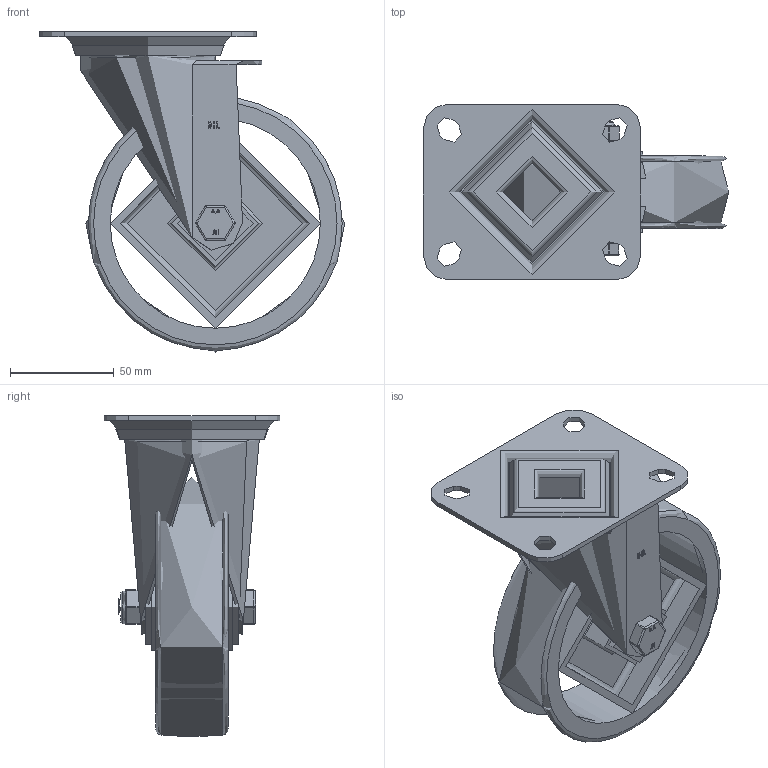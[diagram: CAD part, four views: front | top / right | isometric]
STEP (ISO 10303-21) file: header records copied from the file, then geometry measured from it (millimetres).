
FILE_DESCRIPTION(/* description */ ('','CAx-IF Rec.Pracs.---Representation and Presentation of Product Manufacturing Information (PMI)---4.0---2014-10-13'),/* implementation_level */ '2;1');
FILE_NAME(/* name */ 'BZMM125ENP.step',/* time_stamp */ '2024-12-20T10:25:59Z',/* author */ (''),/* organization */ (''),/* preprocessor_version */ 'ST-DEVELOPER v20',/* originating_system */ 'Autodesk Translation Framework v13.20.0.188',/* authorisation */ '');
FILE_SCHEMA (('AP242_MANAGED_MODEL_BASED_3D_ENGINEERING_MIM_LF { 1 0 10303 442 1 1 4 }'));
Length unit declared in the file: millimetre
Products named in the file (16): BZMM125ENP; BZMM125AS - 2 v2; ZINC PLATED, PRESSED STEEL TOP PLATE; ZINC PLATED, PRESSED STEEL FORKS; BEARING SEAL; BZH125WENP v1; 82 SHORE A POLYURETHANE TYRE; NYLON RIM; TUBEM15X45 v1; ZINC PLATED, STEEL TUBE; HEXBOLTM10X60Z8.8 v2; GRADE 8.8 ZINC PLATED BOLT; NYLOCM10Z v1; NYLOC NUT; RUBBER; NUT
Assembly tree (15 placements, depth 4):
  BZMM125ENP
    BZMM125AS - 2 v2
      ZINC PLATED, PRESSED STEEL TOP PLATE
      ZINC PLATED, PRESSED STEEL FORKS
      BEARING SEAL
    BZH125WENP v1
      82 SHORE A POLYURETHANE TYRE
      NYLON RIM
    TUBEM15X45 v1
      ZINC PLATED, STEEL TUBE
    HEXBOLTM10X60Z8.8 v2
      GRADE 8.8 ZINC PLATED BOLT
    NYLOCM10Z v1
      NYLOC NUT
        RUBBER
        NUT
Bounding box: 147.5 x 85 x 154.92 mm (x, y, z)
Volume: 363545 mm3; surface area: 133402.9 mm2
Topology: 9 solids, 9 shells, 349 faces, 830 edges, 525 vertices
Faces by surface type: plane 131, cylinder 123, bspline 53, sphere 18, torus 16, cone 8
Full cylindrical faces by diameter (mm): 8.141 x19, 9.85 x20, 10 x3, 10.2 x1, 10.3 x2, 12 x2, 14.95 x1, 15.4 x1, 15.5 x1, 16 x1, 28 x1, 34 x3, 36.5 x2, 42 x2, 49 x1, 61 x1, 65 x1, 91.5 x2, 101.5 x2
Entity records: 16705 total; most frequent: CARTESIAN_POINT 8511, ORIENTED_EDGE 1660, DIRECTION 1510, EDGE_CURVE 830, AXIS2_PLACEMENT_3D 556, VERTEX_POINT 525, EDGE_LOOP 403, LINE 398
